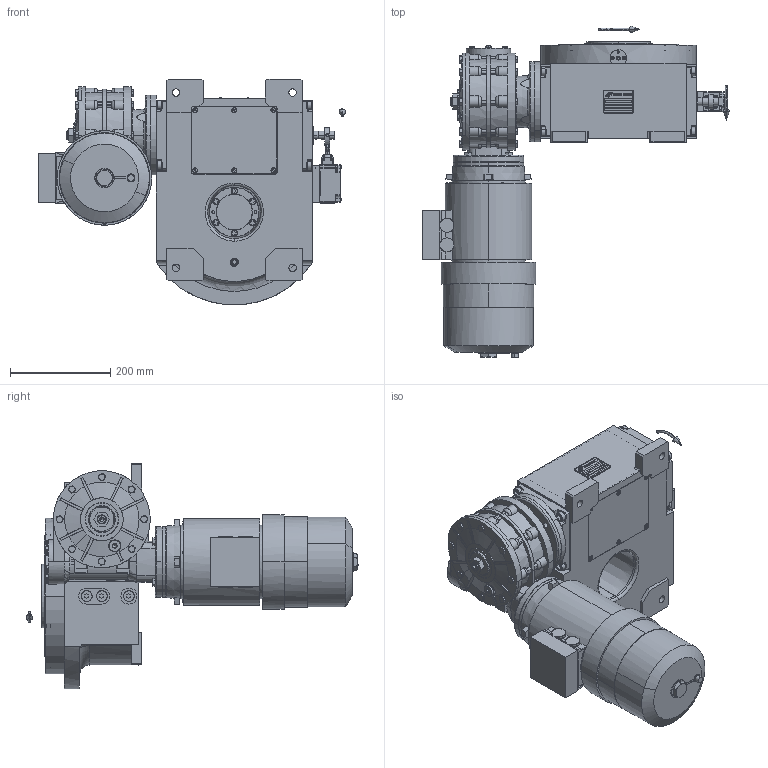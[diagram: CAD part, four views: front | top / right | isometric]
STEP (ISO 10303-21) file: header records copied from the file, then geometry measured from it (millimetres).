
FILE_DESCRIPTION (( 'STEP AP214' ), '1' );
FILE_NAME ('PC5200413.step', '2024-06-21T09:03:32', ( '' ), ( '' ), 'SwSTEP 2.0', 'SolidWorks 2020', '' );
FILE_SCHEMA (( 'AUTOMOTIVE_DESIGN' ));
Length unit declared in the file: millimetre
Products named in the file (96): CFN2010_01_020.stp; cfn2077_01_036; cfn2151_01_167; cfn2000_01_081; AS_cfn2000_01_168; AS_rig09_016; CFN2010_02_002.stp; olio_agip_blasia_150; cfn2104_01_018; cfn2003_01_054; CFN2000_01_185.stp; RMI85_F3_LCB_SX_90B14; 900_38_30_003; cfn2000_01_126; CFN2223_02_004.stp; PC5200413; CFN2104_02_018.stp; cfn2000_01_099; AS_900_38_10_49_4; CFN2203_02_002.stp; cfn2155_01_095; RIG09_005_ASM.stp; rig09_004; rig09_016; AS_cfn2400_01_001; 900_38_10_49_4; AS_rig09_071_6_m; rig09_001_a_s_011; cfn2128_19_002; RIG09_005_AF0.stp; AS_rig09_002_bl_003; CFN2356_03_053.stp; AS_900_38_11_32_4; cfn2115_02_057; freccia_angolare_albero; AS_rig09_015; rig09_071_6_m.stp; rig09_007_master; cfn2073_01_018; BA90LB14 ...
Assembly tree (88 placements, depth 5):
  CFN2010_01_020.stp
  cfn2077_01_036
  cfn2151_01_167
  olio_agip_blasia_150
  CFN2223_02_004.stp
Bounding box: 611.5 x 661.17 x 450 mm (x, y, z)
Volume: 18294808.4 mm3; surface area: 1936279.2 mm2
Topology: 75 solids, 76 shells, 3643 faces, 9088 edges, 5830 vertices
Faces by surface type: plane 1777, cylinder 1093, cone 506, torus 228, bspline 35, sphere 4
Entity records: 128730 total; most frequent: CARTESIAN_POINT 39701, ORIENTED_EDGE 17472, DIRECTION 17359, EDGE_CURVE 8736, AXIS2_PLACEMENT_3D 6251, VERTEX_POINT 5661, VECTOR 4857, LINE 4857
